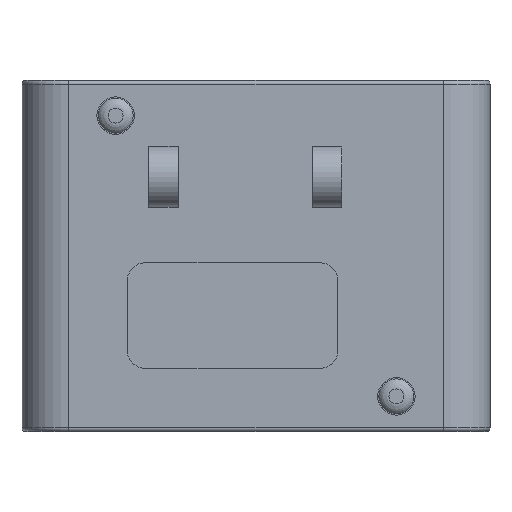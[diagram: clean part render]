
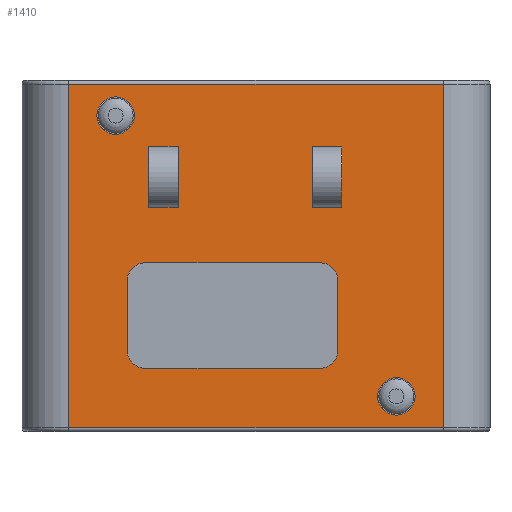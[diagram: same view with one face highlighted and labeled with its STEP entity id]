
A CAD part, front view. The second image highlights one B-rep face of the part: STEP entity #1410.
In plain terms, the highlighted planar face has unit normal (0, -1, 0).
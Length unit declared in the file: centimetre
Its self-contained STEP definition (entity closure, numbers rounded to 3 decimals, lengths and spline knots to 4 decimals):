
#16=LINE($,#2196,#104);
#22=LINE($,#2217,#110);
#26=LINE($,#2228,#114);
#27=LINE($,#2230,#115);
#29=LINE($,#2248,#117);
#34=LINE($,#2263,#122);
#39=LINE($,#2274,#127);
#40=LINE($,#2277,#128);
#43=LINE($,#2282,#131);
#44=LINE($,#2284,#132);
#46=LINE($,#2288,#134);
#47=LINE($,#2290,#135);
#49=LINE($,#2317,#137);
#54=LINE($,#2338,#142);
#55=LINE($,#2340,#143);
#56=LINE($,#2341,#144);
#104=VECTOR($,#1718,1.);
#110=VECTOR($,#1738,1.);
#114=VECTOR($,#1752,1.);
#115=VECTOR($,#1755,1.);
#117=VECTOR($,#1773,1.);
#122=VECTOR($,#1786,1.);
#127=VECTOR($,#1797,1.);
#128=VECTOR($,#1800,1.);
#131=VECTOR($,#1805,1.);
#132=VECTOR($,#1808,1.);
#134=VECTOR($,#1812,1.);
#135=VECTOR($,#1815,1.);
#137=VECTOR($,#1847,1.);
#142=VECTOR($,#1870,1.);
#143=VECTOR($,#1871,1.);
#144=VECTOR($,#1872,1.);
#258=PLANE($,#1552);
#308=FACE_BOUND($,#491,.T.);
#309=FACE_BOUND($,#492,.T.);
#310=FACE_BOUND($,#493,.T.);
#311=FACE_BOUND($,#494,.T.);
#312=FACE_BOUND($,#495,.T.);
#313=FACE_BOUND($,#496,.T.);
#491=EDGE_LOOP($,(#1131,#1132,#1133,#1134,#1135,#1136,#1137,#1138));
#492=EDGE_LOOP($,(#1139,#1140,#1141,#1142));
#493=EDGE_LOOP($,(#1143,#1144,#1145,#1146));
#494=EDGE_LOOP($,(#1147));
#495=EDGE_LOOP($,(#1148));
#496=EDGE_LOOP($,(#1149,#1150,#1151,#1152));
#600=CIRCLE($,#1494,0.15);
#602=CIRCLE($,#1498,0.15);
#605=CIRCLE($,#1504,0.15);
#606=CIRCLE($,#1506,0.15);
#616=CIRCLE($,#1531,0.16);
#618=CIRCLE($,#1535,0.16);
#697=VERTEX_POINT($,#2186);
#698=VERTEX_POINT($,#2188);
#700=VERTEX_POINT($,#2194);
#703=VERTEX_POINT($,#2201);
#704=VERTEX_POINT($,#2203);
#708=VERTEX_POINT($,#2216);
#709=VERTEX_POINT($,#2220);
#710=VERTEX_POINT($,#2224);
#717=VERTEX_POINT($,#2245);
#718=VERTEX_POINT($,#2247);
#723=VERTEX_POINT($,#2260);
#724=VERTEX_POINT($,#2262);
#727=VERTEX_POINT($,#2272);
#728=VERTEX_POINT($,#2276);
#729=VERTEX_POINT($,#2280);
#730=VERTEX_POINT($,#2286);
#732=VERTEX_POINT($,#2294);
#734=VERTEX_POINT($,#2300);
#735=VERTEX_POINT($,#2304);
#739=VERTEX_POINT($,#2313);
#747=VERTEX_POINT($,#2337);
#748=VERTEX_POINT($,#2339);
#829=EDGE_CURVE($,#697,#698,#600,.T.);
#833=EDGE_CURVE($,#697,#700,#16,.T.);
#836=EDGE_CURVE($,#703,#704,#602,.T.);
#843=EDGE_CURVE($,#708,#704,#22,.T.);
#846=EDGE_CURVE($,#709,#700,#605,.T.);
#847=EDGE_CURVE($,#708,#710,#606,.T.);
#849=EDGE_CURVE($,#709,#710,#26,.T.);
#850=EDGE_CURVE($,#703,#698,#27,.T.);
#857=EDGE_CURVE($,#718,#717,#29,.T.);
#864=EDGE_CURVE($,#724,#723,#34,.T.);
#870=EDGE_CURVE($,#723,#727,#39,.T.);
#871=EDGE_CURVE($,#728,#718,#40,.T.);
#874=EDGE_CURVE($,#717,#729,#43,.T.);
#875=EDGE_CURVE($,#729,#728,#44,.T.);
#877=EDGE_CURVE($,#727,#730,#46,.T.);
#878=EDGE_CURVE($,#730,#724,#47,.T.);
#880=EDGE_CURVE($,#732,#732,#616,.T.);
#882=EDGE_CURVE($,#734,#734,#618,.T.);
#889=EDGE_CURVE($,#735,#739,#49,.T.);
#899=EDGE_CURVE($,#747,#735,#54,.T.);
#900=EDGE_CURVE($,#748,#747,#55,.T.);
#901=EDGE_CURVE($,#739,#748,#56,.T.);
#1131=ORIENTED_EDGE($,*,*,#843,.T.);
#1132=ORIENTED_EDGE($,*,*,#836,.F.);
#1133=ORIENTED_EDGE($,*,*,#850,.T.);
#1134=ORIENTED_EDGE($,*,*,#829,.F.);
#1135=ORIENTED_EDGE($,*,*,#833,.T.);
#1136=ORIENTED_EDGE($,*,*,#846,.F.);
#1137=ORIENTED_EDGE($,*,*,#849,.T.);
#1138=ORIENTED_EDGE($,*,*,#847,.F.);
#1139=ORIENTED_EDGE($,*,*,#871,.T.);
#1140=ORIENTED_EDGE($,*,*,#857,.T.);
#1141=ORIENTED_EDGE($,*,*,#874,.T.);
#1142=ORIENTED_EDGE($,*,*,#875,.T.);
#1143=ORIENTED_EDGE($,*,*,#870,.T.);
#1144=ORIENTED_EDGE($,*,*,#877,.T.);
#1145=ORIENTED_EDGE($,*,*,#878,.T.);
#1146=ORIENTED_EDGE($,*,*,#864,.T.);
#1147=ORIENTED_EDGE($,*,*,#880,.T.);
#1148=ORIENTED_EDGE($,*,*,#882,.T.);
#1149=ORIENTED_EDGE($,*,*,#889,.F.);
#1150=ORIENTED_EDGE($,*,*,#899,.F.);
#1151=ORIENTED_EDGE($,*,*,#900,.F.);
#1152=ORIENTED_EDGE($,*,*,#901,.F.);
#1410=ADVANCED_FACE($,(#308,#309,#310,#311,#312,#313),#258,.T.);
#1494=AXIS2_PLACEMENT_3D($,#2189,#1711,#1712);
#1498=AXIS2_PLACEMENT_3D($,#2204,#1724,#1725);
#1504=AXIS2_PLACEMENT_3D($,#2222,#1743,#1744);
#1506=AXIS2_PLACEMENT_3D($,#2225,#1747,#1748);
#1531=AXIS2_PLACEMENT_3D($,#2295,#1820,#1821);
#1535=AXIS2_PLACEMENT_3D($,#2301,#1828,#1829);
#1552=AXIS2_PLACEMENT_3D($,#2336,#1868,#1869);
#1711=DIRECTION('center_axis',(0.,-1.,0.));
#1712=DIRECTION('ref_axis',(-0.707,0.,0.707));
#1718=DIRECTION($,(1.,0.,0.));
#1724=DIRECTION('center_axis',(0.,-1.,0.));
#1725=DIRECTION('ref_axis',(-0.707,0.,-0.707));
#1738=DIRECTION($,(-1.,0.,0.));
#1743=DIRECTION('center_axis',(0.,-1.,0.));
#1744=DIRECTION('ref_axis',(0.707,0.,0.707));
#1747=DIRECTION('center_axis',(0.,-1.,0.));
#1748=DIRECTION('ref_axis',(0.707,0.,-0.707));
#1752=DIRECTION($,(0.,0.,-1.));
#1755=DIRECTION($,(0.,0.,1.));
#1773=DIRECTION($,(0.,0.,-1.));
#1786=DIRECTION($,(0.,0.,1.));
#1797=DIRECTION($,(1.,0.,0.));
#1800=DIRECTION($,(1.,0.,0.));
#1805=DIRECTION($,(-1.,0.,0.));
#1808=DIRECTION($,(0.,0.,1.));
#1812=DIRECTION($,(0.,0.,-1.));
#1815=DIRECTION($,(-1.,0.,0.));
#1820=DIRECTION('center_axis',(0.,1.,0.));
#1821=DIRECTION('ref_axis',(1.,0.,0.));
#1828=DIRECTION('center_axis',(0.,1.,0.));
#1829=DIRECTION('ref_axis',(1.,0.,0.));
#1847=DIRECTION($,(1.,0.,0.));
#1868=DIRECTION('center_axis',(0.,-1.,0.));
#1869=DIRECTION('ref_axis',(1.,0.,0.));
#1870=DIRECTION($,(0.,0.,1.));
#1871=DIRECTION($,(-1.,0.,0.));
#1872=DIRECTION($,(0.,0.,-1.));
#2186=CARTESIAN_POINT('',(-0.95,0.,1.441));
#2188=CARTESIAN_POINT('',(-1.1,0.,1.291));
#2189=CARTESIAN_POINT('Origin',(-0.95,0.,1.291));
#2194=CARTESIAN_POINT('',(0.55,0.,1.441));
#2196=CARTESIAN_POINT($,(-1.55,0.,1.441));
#2201=CARTESIAN_POINT('',(-1.1,0.,0.691));
#2203=CARTESIAN_POINT('',(-0.95,0.,0.541));
#2204=CARTESIAN_POINT('Origin',(-0.95,0.,0.691));
#2216=CARTESIAN_POINT('',(0.55,0.,0.541));
#2217=CARTESIAN_POINT($,(-0.65,0.,0.541));
#2220=CARTESIAN_POINT('',(0.7,0.,1.291));
#2222=CARTESIAN_POINT('Origin',(0.55,0.,1.291));
#2224=CARTESIAN_POINT('',(0.7,0.,0.691));
#2225=CARTESIAN_POINT('Origin',(0.55,0.,0.691));
#2228=CARTESIAN_POINT($,(0.7,0.,0.7205));
#2230=CARTESIAN_POINT($,(-1.1,0.,0.2705));
#2245=CARTESIAN_POINT('',(0.734,0.,1.916));
#2247=CARTESIAN_POINT('',(0.734,0.,2.436));
#2248=CARTESIAN_POINT($,(0.734,0.,0.958));
#2260=CARTESIAN_POINT('',(-0.916,0.,2.436));
#2262=CARTESIAN_POINT('',(-0.916,0.,1.916));
#2263=CARTESIAN_POINT($,(-0.916,0.,1.218));
#2272=CARTESIAN_POINT('',(-0.666,0.,2.436));
#2274=CARTESIAN_POINT($,(-1.333,0.,2.436));
#2276=CARTESIAN_POINT('',(0.484,0.,2.436));
#2277=CARTESIAN_POINT($,(-0.633,0.,2.436));
#2280=CARTESIAN_POINT('',(0.484,0.,1.916));
#2282=CARTESIAN_POINT($,(-0.758,0.,1.916));
#2284=CARTESIAN_POINT($,(0.484,0.,1.218));
#2286=CARTESIAN_POINT('',(-0.666,0.,1.916));
#2288=CARTESIAN_POINT($,(-0.666,0.,0.958));
#2290=CARTESIAN_POINT($,(-1.458,0.,1.916));
#2294=CARTESIAN_POINT('',(1.04,0.,0.3));
#2295=CARTESIAN_POINT('Origin',(1.2,0.,0.3));
#2300=CARTESIAN_POINT('',(-1.36,0.,2.7));
#2301=CARTESIAN_POINT('Origin',(-1.2,0.,2.7));
#2304=CARTESIAN_POINT('',(-1.6,0.,2.97));
#2313=CARTESIAN_POINT('',(1.6,0.,2.97));
#2317=CARTESIAN_POINT($,(-1.,0.,2.97));
#2336=CARTESIAN_POINT('Origin',(-2.,0.,0.));
#2337=CARTESIAN_POINT('',(-1.6,0.,0.03));
#2338=CARTESIAN_POINT($,(-1.6,0.,0.));
#2339=CARTESIAN_POINT('',(1.6,0.,0.03));
#2340=CARTESIAN_POINT($,(-1.,0.,0.03));
#2341=CARTESIAN_POINT($,(1.6,0.,0.));
